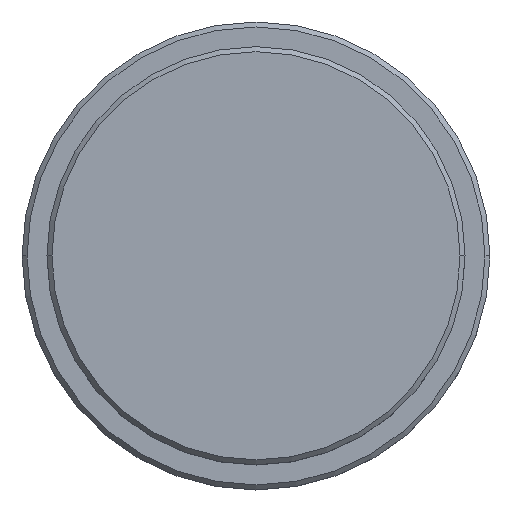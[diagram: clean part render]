
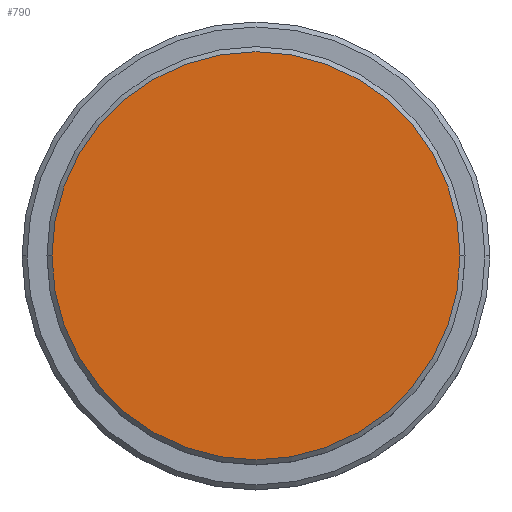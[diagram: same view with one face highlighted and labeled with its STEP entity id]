
A CAD part, top view. The second image highlights one B-rep face of the part: STEP entity #790.
In plain terms, the highlighted planar face has unit normal (0, 0, 1).
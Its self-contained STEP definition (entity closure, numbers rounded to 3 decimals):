
#4 = CIRCLE ( 'NONE', #398, 20.5 ) ;
#114 = EDGE_CURVE ( 'NONE', #640, #968, #4, .T. ) ;
#116 = CARTESIAN_POINT ( 'NONE',  ( 0., 0., 0. ) ) ;
#167 = DIRECTION ( 'NONE',  ( 0., 0., 1. ) ) ;
#295 = DIRECTION ( 'NONE',  ( 1., 0., 0. ) ) ;
#398 = AXIS2_PLACEMENT_3D ( 'NONE', #721, #167, #606 ) ;
#416 = DIRECTION ( 'NONE',  ( 1., 0., 0. ) ) ;
#518 = EDGE_CURVE ( 'NONE', #968, #640, #1368, .T. ) ;
#523 = AXIS2_PLACEMENT_3D ( 'NONE', #116, #529, #416 ) ;
#529 = DIRECTION ( 'NONE',  ( 0., 0., 1. ) ) ;
#606 = DIRECTION ( 'NONE',  ( 1., 0., 0. ) ) ;
#640 = VERTEX_POINT ( 'NONE', #1191 ) ;
#721 = CARTESIAN_POINT ( 'NONE',  ( 0., 0., 0. ) ) ;
#790 = ADVANCED_FACE ( 'NONE', ( #982 ), #1202, .T. ) ;
#816 = ORIENTED_EDGE ( 'NONE', *, *, #114, .T. ) ;
#850 = DIRECTION ( 'NONE',  ( 0., 0., 1. ) ) ;
#968 = VERTEX_POINT ( 'NONE', #1249 ) ;
#973 = AXIS2_PLACEMENT_3D ( 'NONE', #1279, #850, #295 ) ;
#982 = FACE_OUTER_BOUND ( 'NONE', #986, .T. ) ;
#986 = EDGE_LOOP ( 'NONE', ( #1200, #816 ) ) ;
#1191 = CARTESIAN_POINT ( 'NONE',  ( 20.5, 0., 0. ) ) ;
#1200 = ORIENTED_EDGE ( 'NONE', *, *, #518, .T. ) ;
#1202 = PLANE ( 'NONE',  #523 ) ;
#1249 = CARTESIAN_POINT ( 'NONE',  ( -20.5, 0., 0. ) ) ;
#1279 = CARTESIAN_POINT ( 'NONE',  ( 0., 0., 0. ) ) ;
#1368 = CIRCLE ( 'NONE', #973, 20.5 ) ;
